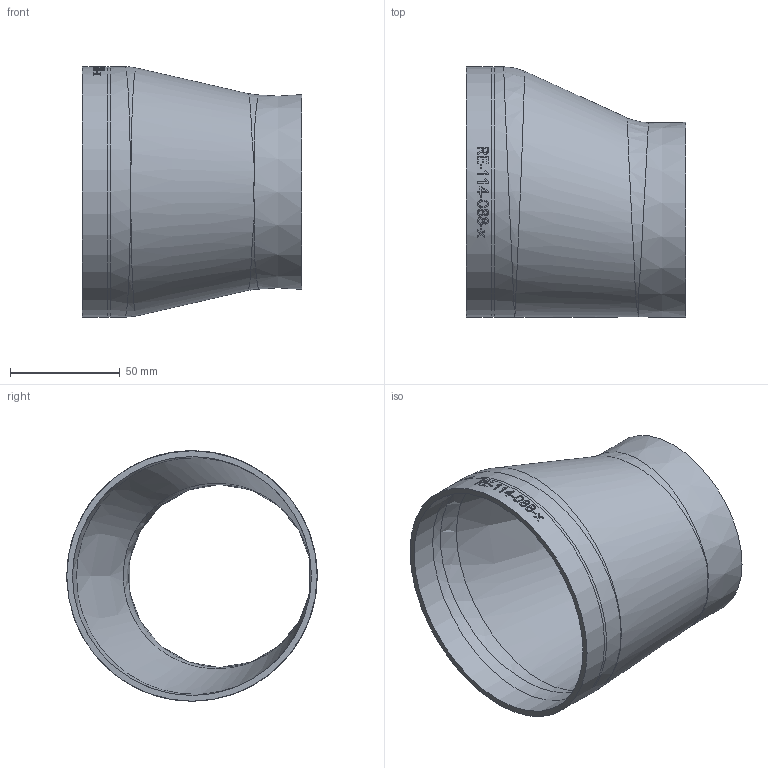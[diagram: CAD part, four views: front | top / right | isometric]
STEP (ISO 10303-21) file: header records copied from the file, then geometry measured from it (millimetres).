
FILE_DESCRIPTION (( 'STEP AP214' ), '1' );
FILE_NAME ('RE-114-088-x Reduzierung Exzenter 114,3x88,9x2,6x2,6 BL100 1909.STEP', '2019-09-25T14:26:47', ( '' ), ( '' ), 'SwSTEP 2.0', 'SolidWorks 2016', '' );
FILE_SCHEMA (( 'AUTOMOTIVE_DESIGN' ));
Length unit declared in the file: millimetre
Products named in the file (1): RE-114-088-x Reduzierung Exzenter 114,3x88,9x2,6x2,6 BL100 1909
Bounding box: 100 x 114.34 x 114.35 mm (x, y, z)
Volume: 85323.6 mm3; surface area: 65024.8 mm2
Topology: 1 solids, 1 shells, 158 faces, 414 edges, 276 vertices
Faces by surface type: bspline 68, plane 64, cylinder 21, cone 4, torus 1
Full cylindrical faces by diameter (mm): 109.1 x1, 114.3 x1
Entity records: 19719 total; most frequent: CARTESIAN_POINT 14976, ORIENTED_EDGE 774, DIRECTION 433, EDGE_CURVE 387, VERTEX_POINT 263, B_SPLINE_CURVE_WITH_KNOTS 209, EDGE_LOOP 192, FACE_OUTER_BOUND 167
